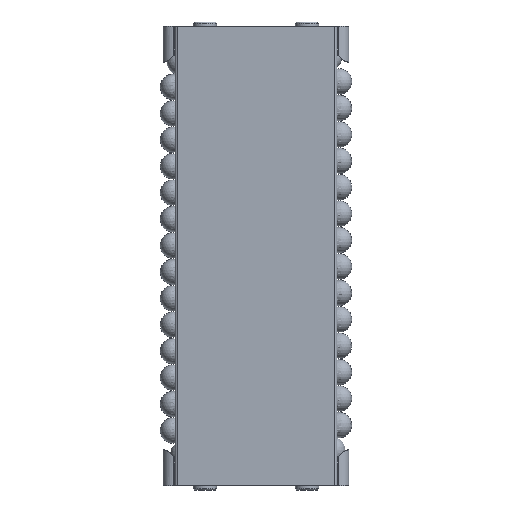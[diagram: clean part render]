
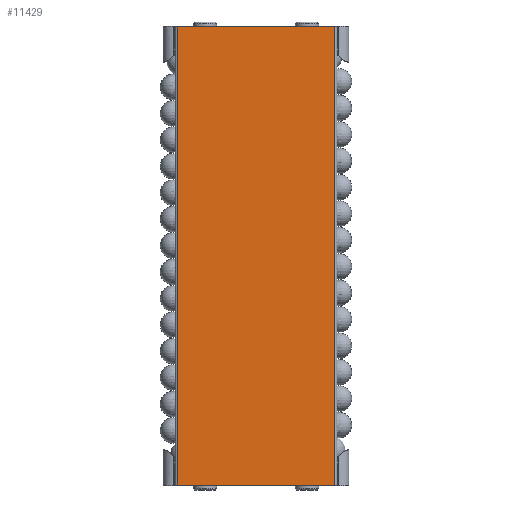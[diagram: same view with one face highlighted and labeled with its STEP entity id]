
A CAD part, front view. The second image highlights one B-rep face of the part: STEP entity #11429.
In plain terms, the highlighted planar face has unit normal (0, -1, 0).
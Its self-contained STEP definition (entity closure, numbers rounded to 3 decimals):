
#2039=FACE_OUTER_BOUND('',#2706,.T.);
#2706=EDGE_LOOP('',(#10425,#10426,#10427,#10428));
#3119=LINE('',#17161,#3992);
#3473=LINE('',#19718,#4346);
#3583=LINE('',#20174,#4456);
#3584=LINE('',#20176,#4457);
#3992=VECTOR('',#13001,10.);
#4346=VECTOR('',#13707,10.);
#4456=VECTOR('',#14081,10.);
#4457=VECTOR('',#14084,10.);
#5323=VERTEX_POINT('',#17158);
#5324=VERTEX_POINT('',#17160);
#5747=VERTEX_POINT('',#19715);
#5748=VERTEX_POINT('',#19717);
#6588=EDGE_CURVE('',#5323,#5324,#3119,.T.);
#7224=EDGE_CURVE('',#5747,#5748,#3473,.T.);
#7400=EDGE_CURVE('',#5323,#5748,#3583,.T.);
#7401=EDGE_CURVE('',#5324,#5747,#3584,.T.);
#10425=ORIENTED_EDGE('',*,*,#7400,.T.);
#10426=ORIENTED_EDGE('',*,*,#7224,.F.);
#10427=ORIENTED_EDGE('',*,*,#7401,.F.);
#10428=ORIENTED_EDGE('',*,*,#6588,.F.);
#10860=PLANE('',#12066);
#11429=ADVANCED_FACE('',(#2039),#10860,.T.);
#12066=AXIS2_PLACEMENT_3D('',#20175,#14082,#14083);
#13001=DIRECTION('',(-1.,0.,0.));
#13707=DIRECTION('',(1.,0.,0.));
#14081=DIRECTION('',(0.,0.,1.));
#14082=DIRECTION('center_axis',(0.,-1.,0.));
#14083=DIRECTION('ref_axis',(1.,0.,0.));
#14084=DIRECTION('',(0.,0.,1.));
#17158=CARTESIAN_POINT('',(18.5,4.5,-54.));
#17160=CARTESIAN_POINT('',(-18.5,4.5,-54.));
#17161=CARTESIAN_POINT('',(19.,4.5,-54.));
#19715=CARTESIAN_POINT('',(-18.5,4.5,54.));
#19717=CARTESIAN_POINT('',(18.5,4.5,54.));
#19718=CARTESIAN_POINT('',(-19.,4.5,54.));
#20174=CARTESIAN_POINT('',(18.5,4.5,0.));
#20175=CARTESIAN_POINT('Origin',(2.,4.5,0.));
#20176=CARTESIAN_POINT('',(-18.5,4.5,0.));
